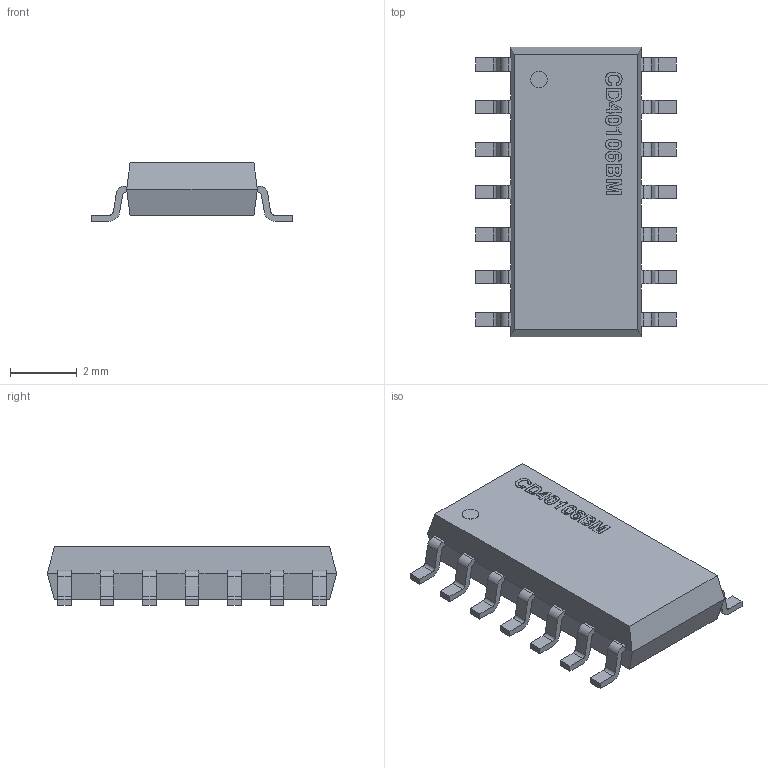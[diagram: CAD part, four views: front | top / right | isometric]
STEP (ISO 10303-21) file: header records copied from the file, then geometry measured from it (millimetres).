
FILE_DESCRIPTION(('FreeCAD Model'),'2;1');
FILE_NAME('Texas_Instruments_CD40106BM.step','2019-07-23T22:53:08',('Author'),(''), 'Open CASCADE STEP processor 7.3','FreeCAD','Unknown');
FILE_SCHEMA(('AUTOMOTIVE_DESIGN { 1 0 10303 214 1 1 1 1 }'));
Length unit declared in the file: millimetre
Products named in the file (1): CD40106BM
Bounding box: 6 x 8.65 x 1.76 mm (x, y, z)
Volume: 52.4 mm3; surface area: 128.6 mm2
Topology: 1 solids, 1 shells, 377 faces, 1070 edges, 712 vertices
Faces by surface type: plane 196, extrusion 116, cylinder 57, bspline 8
Full cylindrical faces by diameter (mm): 0.5 x1
Entity records: 15066 total; most frequent: CARTESIAN_POINT 3160, ORIENTED_EDGE 2140, DIRECTION 1484, EDGE_CURVE 1070, VECTOR 748, VERTEX_POINT 712, LINE 632, B_SPLINE_CURVE_WITH_KNOTS 440
